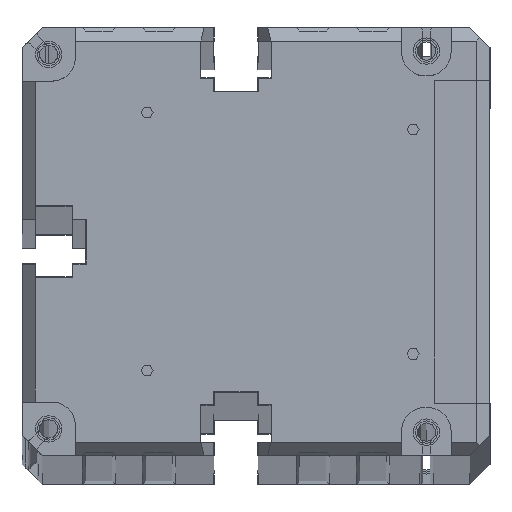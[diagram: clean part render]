
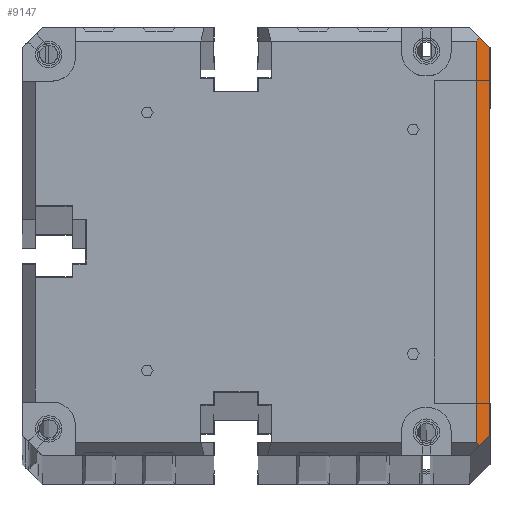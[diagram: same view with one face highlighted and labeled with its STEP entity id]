
A CAD part, top view. The second image highlights one B-rep face of the part: STEP entity #9147.
In plain terms, the highlighted face is planar.
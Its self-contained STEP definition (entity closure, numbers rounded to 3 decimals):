
#6065=DIRECTION('',(1.,0.,0.));
#6066=VECTOR('',#6065,60.);
#6067=CARTESIAN_POINT('',(-30.,8.,-34.5));
#6068=LINE('',#6067,#6066);
#7013=DIRECTION('',(-0.577,0.577,0.577));
#7014=VECTOR('',#7013,2.598);
#7015=CARTESIAN_POINT('',(-29.,6.,-36.5));
#7016=LINE('',#7015,#7014);
#7027=DIRECTION('',(1.,0.,0.));
#7028=VECTOR('',#7027,58.);
#7029=CARTESIAN_POINT('',(-29.,6.,-36.5));
#7030=LINE('',#7029,#7028);
#7034=DIRECTION('',(0.577,0.577,0.577));
#7035=VECTOR('',#7034,2.598);
#7036=CARTESIAN_POINT('',(29.,6.,-36.5));
#7037=LINE('',#7036,#7035);
#7041=DIRECTION('',(-0.577,0.577,0.577));
#7042=VECTOR('',#7041,0.866);
#7043=CARTESIAN_POINT('',(30.5,7.5,-35.));
#7044=LINE('',#7043,#7042);
#7062=DIRECTION('',(0.577,0.577,0.577));
#7063=VECTOR('',#7062,0.866);
#7064=CARTESIAN_POINT('',(-30.5,7.5,-35.));
#7065=LINE('',#7064,#7063);
#7393=CARTESIAN_POINT('',(-30.,8.,-34.5));
#7394=VERTEX_POINT('',#7393);
#7395=CARTESIAN_POINT('',(30.,8.,-34.5));
#7396=VERTEX_POINT('',#7395);
#7455=CARTESIAN_POINT('',(-30.5,7.5,-35.));
#7456=VERTEX_POINT('',#7455);
#7459=CARTESIAN_POINT('',(-29.,6.,-36.5));
#7460=VERTEX_POINT('',#7459);
#7461=CARTESIAN_POINT('',(29.,6.,-36.5));
#7462=VERTEX_POINT('',#7461);
#7465=CARTESIAN_POINT('',(30.5,7.5,-35.));
#7466=VERTEX_POINT('',#7465);
#9132=CARTESIAN_POINT('',(30.,8.,-34.5));
#9133=DIRECTION('',(0.,-0.707,0.707));
#9134=DIRECTION('',(-1.,0.,0.));
#9135=AXIS2_PLACEMENT_3D('',#9132,#9133,#9134);
#9136=PLANE('',#9135);
#9137=ORIENTED_EDGE('',*,*,#8334,.F.);
#9139=ORIENTED_EDGE('',*,*,#9138,.F.);
#9140=ORIENTED_EDGE('',*,*,#9124,.F.);
#9141=ORIENTED_EDGE('',*,*,#7566,.T.);
#9143=ORIENTED_EDGE('',*,*,#9142,.T.);
#9144=ORIENTED_EDGE('',*,*,#8287,.T.);
#9145=EDGE_LOOP('',(#9137,#9139,#9140,#9141,#9143,#9144));
#9146=FACE_OUTER_BOUND('',#9145,.F.);
#9147=ADVANCED_FACE('',(#9146),#9136,.F.);
#7566=EDGE_CURVE('',#7460,#7462,#7030,.T.);
#8287=EDGE_CURVE('',#7466,#7396,#7044,.T.);
#8334=EDGE_CURVE('',#7394,#7396,#6068,.T.);
#9124=EDGE_CURVE('',#7460,#7456,#7016,.T.);
#9138=EDGE_CURVE('',#7456,#7394,#7065,.T.);
#9142=EDGE_CURVE('',#7462,#7466,#7037,.T.);
